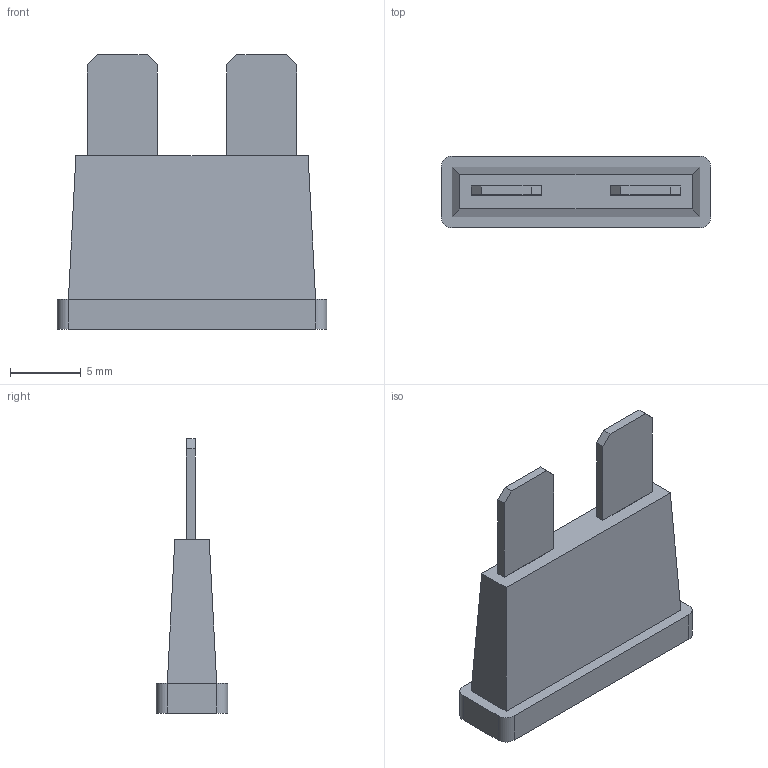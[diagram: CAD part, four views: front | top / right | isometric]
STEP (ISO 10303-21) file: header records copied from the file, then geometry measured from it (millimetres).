
FILE_DESCRIPTION (( 'STEP AP214' ), '1' );
FILE_NAME ('User Library-fuse_gm.STEP', '2021-05-24T18:59:36', ( '' ), ( '' ), 'SwSTEP 2.0', 'SolidWorks 2021', '' );
FILE_SCHEMA (( 'AUTOMOTIVE_DESIGN' ));
Length unit declared in the file: inch
Products named in the file (1): User Library-fuse_gm
Bounding box: 19.05 x 5.08 x 19.38 mm (x, y, z)
Volume: 779.2 mm3; surface area: 948.3 mm2
Topology: 2 solids, 2 shells, 74 faces, 192 edges, 128 vertices
Faces by surface type: plane 56, cylinder 18
Entity records: 2719 total; most frequent: CARTESIAN_POINT 395, ORIENTED_EDGE 384, DIRECTION 378, EDGE_CURVE 192, VECTOR 156, LINE 156, VERTEX_POINT 128, AXIS2_PLACEMENT_3D 111
